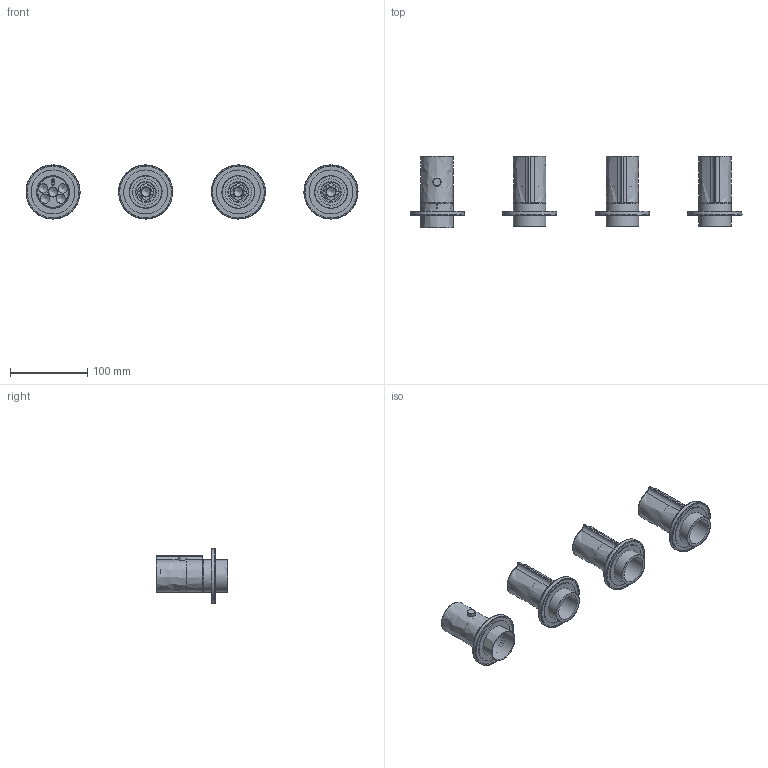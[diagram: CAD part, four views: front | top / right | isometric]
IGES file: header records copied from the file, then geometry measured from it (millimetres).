
Start section: C
Global section: file name: GT7070-00.igs; native system: By Siemens PLM Incorporated; preprocessor: XPlus GENERIC/IGES 27.1.215; author: Author; organization: Title; date: 20260211.173048; units: millimetre
Bounding box: 429.95 x 92.3 x 69.97 mm (x, y, z)
Volume: 255983.7 mm3; surface area: 157737.8 mm2
Topology: 17 solids, 17 shells, 724 faces, 1654 edges, 1013 vertices
Faces by surface type: bspline 724
